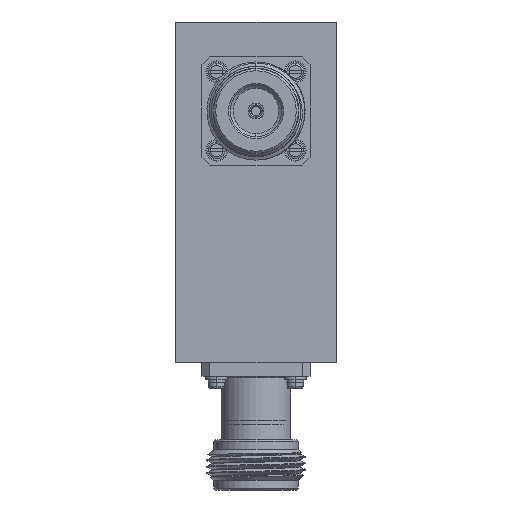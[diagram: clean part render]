
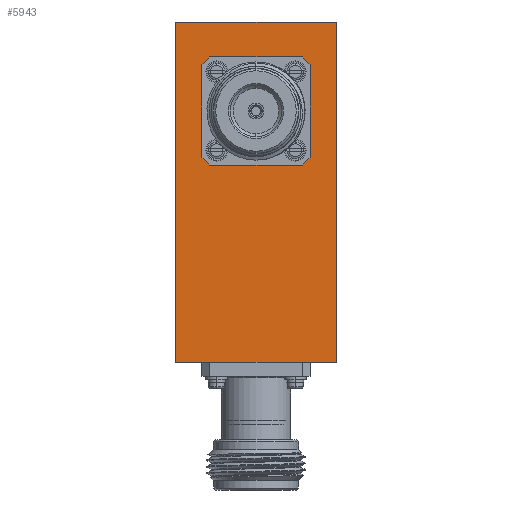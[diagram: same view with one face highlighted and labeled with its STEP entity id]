
A CAD part, left-side view. The second image highlights one B-rep face of the part: STEP entity #5943.
In plain terms, the highlighted planar face has unit normal (-1, 0, 0).
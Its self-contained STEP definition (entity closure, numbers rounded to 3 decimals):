
#610 = CARTESIAN_POINT ( 'NONE',  ( -154., 13., -27.5 ) ) ;
#708 = LINE ( 'NONE', #610, #5751 ) ;
#830 = LINE ( 'NONE', #1211, #901 ) ;
#835 = VERTEX_POINT ( 'NONE', #2073 ) ;
#901 = VECTOR ( 'NONE', #1774, 1000. ) ;
#1211 = CARTESIAN_POINT ( 'NONE',  ( -154., 13., -27.5 ) ) ;
#1340 = EDGE_CURVE ( 'NONE', #5135, #4445, #708, .T. ) ;
#1411 = CARTESIAN_POINT ( 'NONE',  ( -154., 13., 27.5 ) ) ;
#1536 = EDGE_CURVE ( 'NONE', #4445, #835, #5078, .T. ) ;
#1549 = ORIENTED_EDGE ( 'NONE', *, *, #4154, .T. ) ;
#1742 = CARTESIAN_POINT ( 'NONE',  ( -154., -13., -27.5 ) ) ;
#1774 = DIRECTION ( 'NONE',  ( 0., -1., 0. ) ) ;
#1791 = FACE_OUTER_BOUND ( 'NONE', #1875, .T. ) ;
#1795 = DIRECTION ( 'NONE',  ( 0., -1., 0. ) ) ;
#1812 = CARTESIAN_POINT ( 'NONE',  ( -154., 13., -27.5 ) ) ;
#1875 = EDGE_LOOP ( 'NONE', ( #1549, #3981, #2781, #4353 ) ) ;
#2073 = CARTESIAN_POINT ( 'NONE',  ( -154., -13., 27.5 ) ) ;
#2147 = DIRECTION ( 'NONE',  ( 0., 0., 1. ) ) ;
#2459 = AXIS2_PLACEMENT_3D ( 'NONE', #3413, #4418, #3010 ) ;
#2640 = VECTOR ( 'NONE', #3784, 1000. ) ;
#2781 = ORIENTED_EDGE ( 'NONE', *, *, #1340, .F. ) ;
#2809 = CARTESIAN_POINT ( 'NONE',  ( -154., -13., -27.5 ) ) ;
#3010 = DIRECTION ( 'NONE',  ( 0., 0., -1. ) ) ;
#3413 = CARTESIAN_POINT ( 'NONE',  ( -154., 13., -27.5 ) ) ;
#3784 = DIRECTION ( 'NONE',  ( 0., 0., 1. ) ) ;
#3981 = ORIENTED_EDGE ( 'NONE', *, *, #1536, .F. ) ;
#4154 = EDGE_CURVE ( 'NONE', #4395, #835, #5644, .T. ) ;
#4175 = CARTESIAN_POINT ( 'NONE',  ( -154., 13., 27.5 ) ) ;
#4261 = VECTOR ( 'NONE', #1795, 1000. ) ;
#4348 = EDGE_CURVE ( 'NONE', #5135, #4395, #830, .T. ) ;
#4353 = ORIENTED_EDGE ( 'NONE', *, *, #4348, .T. ) ;
#4395 = VERTEX_POINT ( 'NONE', #1742 ) ;
#4418 = DIRECTION ( 'NONE',  ( 1., 0., 0. ) ) ;
#4445 = VERTEX_POINT ( 'NONE', #1411 ) ;
#5078 = LINE ( 'NONE', #4175, #4261 ) ;
#5135 = VERTEX_POINT ( 'NONE', #1812 ) ;
#5644 = LINE ( 'NONE', #2809, #2640 ) ;
#5751 = VECTOR ( 'NONE', #2147, 1000. ) ;
#5943 = ADVANCED_FACE ( 'NONE', ( #1791 ), #6071, .F. ) ;
#6071 = PLANE ( 'NONE',  #2459 ) ;
